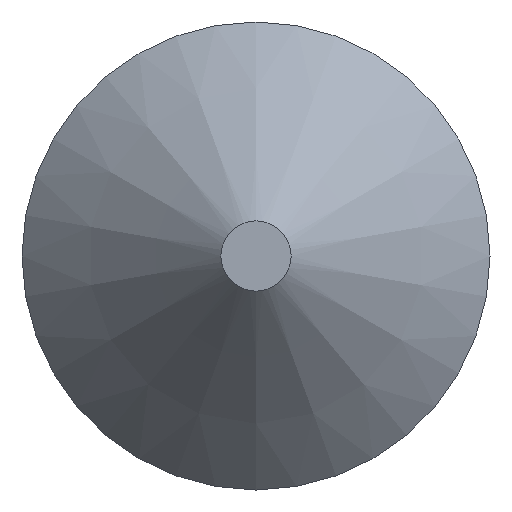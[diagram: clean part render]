
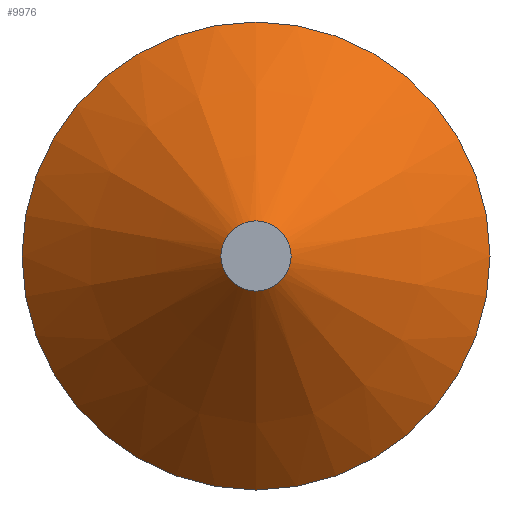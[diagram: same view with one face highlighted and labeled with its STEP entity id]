
A CAD part, left-side view. The second image highlights one B-rep face of the part: STEP entity #9976.
In plain terms, the highlighted conical face has half-angle 45 degrees and reference radius 0.45 mm.
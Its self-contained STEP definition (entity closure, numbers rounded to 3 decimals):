
#634 = CARTESIAN_POINT ( 'NONE',  ( 0., 0., 0.45 ) ) ;
#1079 = DIRECTION ( 'NONE',  ( 1., 0., 0. ) ) ;
#1181 = DIRECTION ( 'NONE',  ( 0., 0., -1. ) ) ;
#1324 = AXIS2_PLACEMENT_3D ( 'NONE', #4424, #1079, #1181 ) ;
#1333 = VERTEX_POINT ( 'NONE', #634 ) ;
#1393 = AXIS2_PLACEMENT_3D ( 'NONE', #9724, #9766, #10592 ) ;
#1469 = CARTESIAN_POINT ( 'NONE',  ( 2.55, 0., 3. ) ) ;
#2955 = DIRECTION ( 'NONE',  ( -1., 0., 0. ) ) ;
#3314 = CONICAL_SURFACE ( 'NONE', #1324, 0.45, 0.785 ) ;
#3462 = CIRCLE ( 'NONE', #1393, 3. ) ;
#4424 = CARTESIAN_POINT ( 'NONE',  ( 0., 0., 0. ) ) ;
#4930 = EDGE_CURVE ( 'NONE', #1333, #1333, #8341, .T. ) ;
#5282 = EDGE_CURVE ( 'NONE', #7776, #7776, #3462, .T. ) ;
#5607 = AXIS2_PLACEMENT_3D ( 'NONE', #9701, #2955, #10635 ) ;
#6554 = EDGE_LOOP ( 'NONE', ( #8132 ) ) ;
#7776 = VERTEX_POINT ( 'NONE', #1469 ) ;
#8061 = FACE_BOUND ( 'NONE', #6554, .T. ) ;
#8130 = ORIENTED_EDGE ( 'NONE', *, *, #5282, .T. ) ;
#8132 = ORIENTED_EDGE ( 'NONE', *, *, #4930, .F. ) ;
#8341 = CIRCLE ( 'NONE', #5607, 0.45 ) ;
#9701 = CARTESIAN_POINT ( 'NONE',  ( 0., 0., 0. ) ) ;
#9724 = CARTESIAN_POINT ( 'NONE',  ( 2.55, 0., 0. ) ) ;
#9766 = DIRECTION ( 'NONE',  ( -1., 0., 0. ) ) ;
#9976 = ADVANCED_FACE ( 'NONE', ( #10538, #8061 ), #3314, .T. ) ;
#10518 = EDGE_LOOP ( 'NONE', ( #8130 ) ) ;
#10538 = FACE_OUTER_BOUND ( 'NONE', #10518, .T. ) ;
#10592 = DIRECTION ( 'NONE',  ( 0., 0., 1. ) ) ;
#10635 = DIRECTION ( 'NONE',  ( 0., 0., 1. ) ) ;
